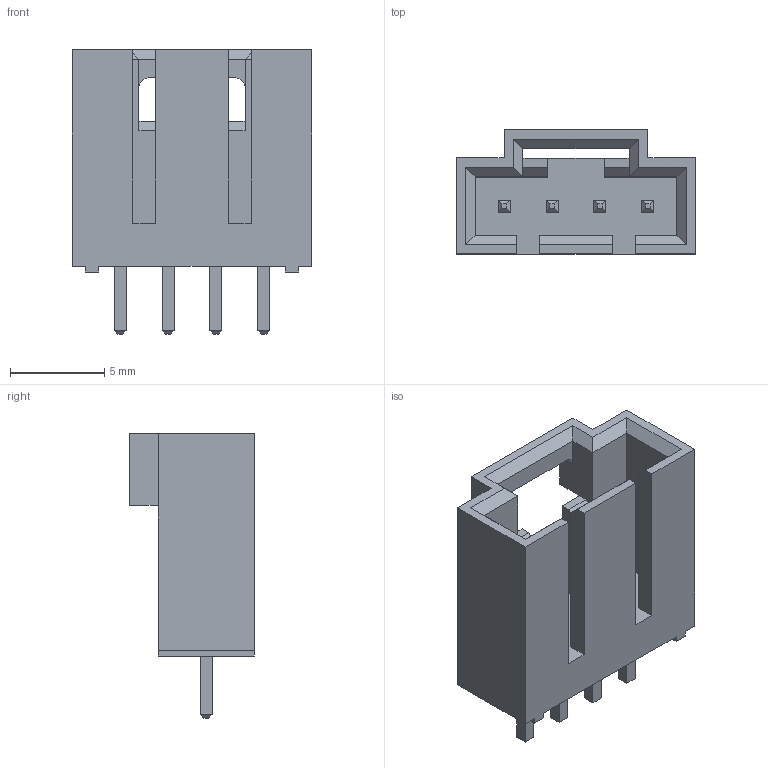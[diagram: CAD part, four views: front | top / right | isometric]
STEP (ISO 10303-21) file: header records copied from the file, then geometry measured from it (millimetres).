
FILE_DESCRIPTION (( 'STEP AP214' ), '1' );
FILE_NAME ('MX2.54-4.STEP', '2020-11-10T10:29:32', ( 'Elessar' ), ( '' ), 'SwSTEP 2.0', 'SolidWorks 2018', '' );
FILE_SCHEMA (( 'AUTOMOTIVE_DESIGN' ));
Length unit declared in the file: millimetre
Products named in the file (1): MX2.54-4
Bounding box: 12.71 x 6.6 x 15.1 mm (x, y, z)
Volume: 413.5 mm3; surface area: 874.1 mm2
Topology: 1 solids, 1 shells, 126 faces, 312 edges, 194 vertices
Faces by surface type: plane 124, cylinder 2
Entity records: 4434 total; most frequent: CARTESIAN_POINT 633, ORIENTED_EDGE 624, DIRECTION 570, EDGE_CURVE 312, VECTOR 308, LINE 308, VERTEX_POINT 194, EDGE_LOOP 134
